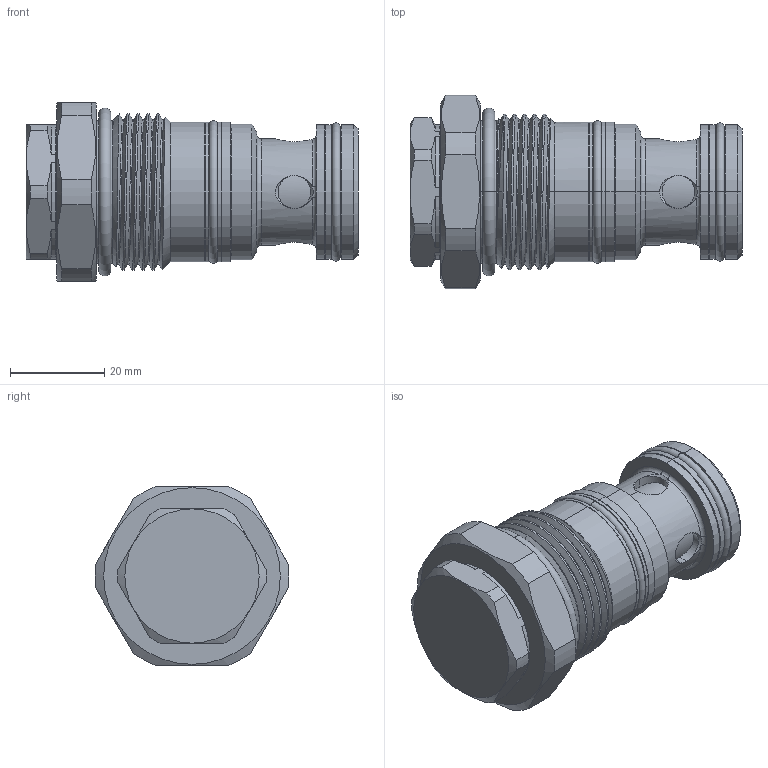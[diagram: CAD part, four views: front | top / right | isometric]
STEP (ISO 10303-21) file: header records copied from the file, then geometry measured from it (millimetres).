
FILE_DESCRIPTION (( 'STEP AP203' ), '1' );
FILE_NAME ('CO16WC30-N.STEP', '2024-05-21T05:54:38', ( '' ), ( '' ), 'SwSTEP 2.0', 'SolidWorks 2018', '' );
FILE_SCHEMA (( 'CONFIG_CONTROL_DESIGN' ));
Length unit declared in the file: millimetre
Products named in the file (1): CO16WC30-N
Bounding box: 70.5 x 41.06 x 38 mm (x, y, z)
Volume: 49429.7 mm3; surface area: 12026.4 mm2
Topology: 1 solids, 1 shells, 182 faces, 440 edges, 277 vertices
Faces by surface type: cylinder 86, cone 40, plane 37, torus 12, bspline 7
Entity records: 8034 total; most frequent: CARTESIAN_POINT 3884, ORIENTED_EDGE 880, DIRECTION 822, EDGE_CURVE 440, AXIS2_PLACEMENT_3D 346, VERTEX_POINT 277, EDGE_LOOP 199, FACE_OUTER_BOUND 182
